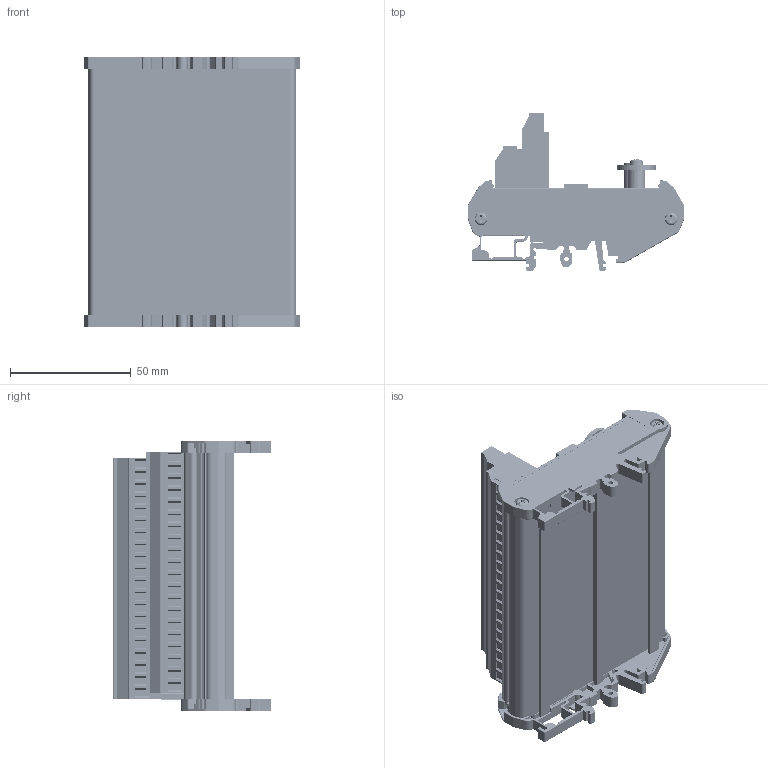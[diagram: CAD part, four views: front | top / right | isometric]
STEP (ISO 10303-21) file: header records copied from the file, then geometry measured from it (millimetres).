
FILE_DESCRIPTION (( 'STEP AP214' ), '1' );
FILE_NAME ('ﾋﾏﾀ-890.STEP', '2022-05-19T11:32:50', ( '' ), ( '' ), 'SwSTEP 2.0', 'SolidWorks 2020', '' );
FILE_SCHEMA (( 'AUTOMOTIVE_DESIGN' ));
Length unit declared in the file: millimetre
Products named in the file (12): Êëþ÷ äëÿ MIL-40 KS1; PLD-40; 妈眚 󉱱_70454  *3  5-mattssons; DG130A-5.0-20P-1Y-00A(H); 妈眚 󊅝_70454  *4  5-mattssons; ﾋﾏﾀ-890; 羊铋赅 󉱴; 羊铋赅 󊅙1; DG130A-5.0-40P-1Y-00A(H); 冓踖樦 MIL-40; ﾋﾏﾀ-890-board; DM72-0106-14-00A(H)-C20220413
Assembly tree (18 placements, depth 3):
  ﾋﾏﾀ-890
    DM72-0106-14-00A(H)-C20220413
    ﾋﾏﾀ-890-board
    DG130A-5.0-40P-1Y-00A(H)
      DG130A-5.0-20P-1Y-00A(H)  x2
    冓踖樦 MIL-40
      PLD-40
      羊铋赅 󉱴  x2
      羊铋赅 󊅙1  x2
      Êëþ÷ äëÿ MIL-40 KS1
      妈眚 󉱱_70454  *3  5-mattssons  x4
      妈眚 󊅝_70454  *4  5-mattssons  x2
Bounding box: 89.6 x 65.27 x 112 mm (x, y, z)
Volume: 107168.6 mm3; surface area: 91079.1 mm2
Topology: 17 solids, 28 shells, 5800 faces, 14634 edges, 9111 vertices
Faces by surface type: plane 3340, cylinder 1355, torus 570, cone 436, bspline 75, sphere 24
Entity records: 146676 total; most frequent: CARTESIAN_POINT 36476, ORIENTED_EDGE 21884, DIRECTION 21184, EDGE_CURVE 10942, LINE 7432, VECTOR 7432, AXIS2_PLACEMENT_3D 6876, VERTEX_POINT 6863
